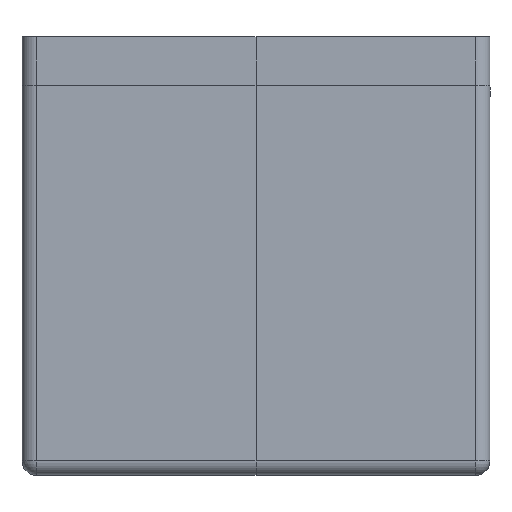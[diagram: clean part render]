
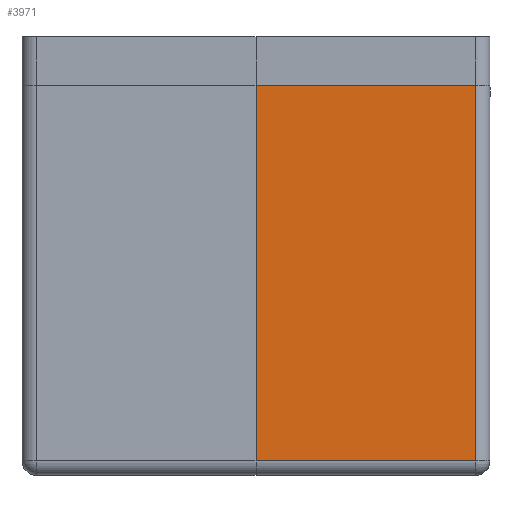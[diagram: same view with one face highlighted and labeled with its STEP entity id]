
A CAD part, front view. The second image highlights one B-rep face of the part: STEP entity #3971.
In plain terms, the highlighted planar face has unit normal (0, -1, 0).
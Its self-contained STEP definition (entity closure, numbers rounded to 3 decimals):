
#665 = PLANE('',#666);
#666 = AXIS2_PLACEMENT_3D('',#667,#668,#669);
#667 = CARTESIAN_POINT('',(0.,-20.,0.));
#668 = DIRECTION('',(0.,1.,0.));
#669 = DIRECTION('',(1.,0.,0.));
#1627 = VERTEX_POINT('',#1628);
#1628 = CARTESIAN_POINT('',(22.5,-20.,0.));
#1663 = CYLINDRICAL_SURFACE('',#1664,1.5);
#1664 = AXIS2_PLACEMENT_3D('',#1665,#1666,#1667);
#1665 = CARTESIAN_POINT('',(22.5,-18.5,0.));
#1666 = DIRECTION('',(0.,0.,-1.));
#1667 = DIRECTION('',(1.,0.,0.));
#1678 = EDGE_CURVE('',#1679,#1627,#1681,.T.);
#1679 = VERTEX_POINT('',#1680);
#1680 = CARTESIAN_POINT('',(0.,-20.,0.));
#1681 = SURFACE_CURVE('',#1682,(#1686,#1693),.PCURVE_S1.);
#1682 = LINE('',#1683,#1684);
#1683 = CARTESIAN_POINT('',(0.,-20.,0.));
#1684 = VECTOR('',#1685,1.);
#1685 = DIRECTION('',(1.,0.,0.));
#1686 = PCURVE('',#665,#1687);
#1687 = DEFINITIONAL_REPRESENTATION('',(#1688),#1692);
#1688 = LINE('',#1689,#1690);
#1689 = CARTESIAN_POINT('',(0.,0.));
#1690 = VECTOR('',#1691,1.);
#1691 = DIRECTION('',(1.,0.));
#1692 = ( GEOMETRIC_REPRESENTATION_CONTEXT(2) 
PARAMETRIC_REPRESENTATION_CONTEXT() REPRESENTATION_CONTEXT('2D SPACE',''
  ) );
#1693 = PCURVE('',#1694,#1699);
#1694 = PLANE('',#1695);
#1695 = AXIS2_PLACEMENT_3D('',#1696,#1697,#1698);
#1696 = CARTESIAN_POINT('',(0.,-20.,0.));
#1697 = DIRECTION('',(0.,-1.,0.));
#1698 = DIRECTION('',(1.,0.,0.));
#1699 = DEFINITIONAL_REPRESENTATION('',(#1700),#1704);
#1700 = LINE('',#1701,#1702);
#1701 = CARTESIAN_POINT('',(0.,0.));
#1702 = VECTOR('',#1703,1.);
#1703 = DIRECTION('',(1.,0.));
#1704 = ( GEOMETRIC_REPRESENTATION_CONTEXT(2) 
PARAMETRIC_REPRESENTATION_CONTEXT() REPRESENTATION_CONTEXT('2D SPACE',''
  ) );
#3659 = PLANE('',#3660);
#3660 = AXIS2_PLACEMENT_3D('',#3661,#3662,#3663);
#3661 = CARTESIAN_POINT('',(0.,-20.,0.));
#3662 = DIRECTION('',(0.,-1.,0.));
#3663 = DIRECTION('',(1.,0.,0.));
#3921 = EDGE_CURVE('',#1627,#3922,#3924,.T.);
#3922 = VERTEX_POINT('',#3923);
#3923 = CARTESIAN_POINT('',(22.5,-20.,-38.5));
#3924 = SURFACE_CURVE('',#3925,(#3929,#3936),.PCURVE_S1.);
#3925 = LINE('',#3926,#3927);
#3926 = CARTESIAN_POINT('',(22.5,-20.,0.));
#3927 = VECTOR('',#3928,1.);
#3928 = DIRECTION('',(0.,0.,-1.));
#3929 = PCURVE('',#1663,#3930);
#3930 = DEFINITIONAL_REPRESENTATION('',(#3931),#3935);
#3931 = LINE('',#3932,#3933);
#3932 = CARTESIAN_POINT('',(1.571,0.));
#3933 = VECTOR('',#3934,1.);
#3934 = DIRECTION('',(0.,1.));
#3935 = ( GEOMETRIC_REPRESENTATION_CONTEXT(2) 
PARAMETRIC_REPRESENTATION_CONTEXT() REPRESENTATION_CONTEXT('2D SPACE',''
  ) );
#3936 = PCURVE('',#1694,#3937);
#3937 = DEFINITIONAL_REPRESENTATION('',(#3938),#3942);
#3938 = LINE('',#3939,#3940);
#3939 = CARTESIAN_POINT('',(22.5,0.));
#3940 = VECTOR('',#3941,1.);
#3941 = DIRECTION('',(0.,-1.));
#3942 = ( GEOMETRIC_REPRESENTATION_CONTEXT(2) 
PARAMETRIC_REPRESENTATION_CONTEXT() REPRESENTATION_CONTEXT('2D SPACE',''
  ) );
#3971 = ADVANCED_FACE('',(#3972),#1694,.T.);
#3972 = FACE_BOUND('',#3973,.T.);
#3973 = EDGE_LOOP('',(#3974,#3997,#4023,#4024));
#3974 = ORIENTED_EDGE('',*,*,#3975,.T.);
#3975 = EDGE_CURVE('',#1679,#3976,#3978,.T.);
#3976 = VERTEX_POINT('',#3977);
#3977 = CARTESIAN_POINT('',(0.,-20.,-38.5));
#3978 = SURFACE_CURVE('',#3979,(#3983,#3990),.PCURVE_S1.);
#3979 = LINE('',#3980,#3981);
#3980 = CARTESIAN_POINT('',(0.,-20.,0.));
#3981 = VECTOR('',#3982,1.);
#3982 = DIRECTION('',(0.,0.,-1.));
#3983 = PCURVE('',#1694,#3984);
#3984 = DEFINITIONAL_REPRESENTATION('',(#3985),#3989);
#3985 = LINE('',#3986,#3987);
#3986 = CARTESIAN_POINT('',(0.,0.));
#3987 = VECTOR('',#3988,1.);
#3988 = DIRECTION('',(0.,-1.));
#3989 = ( GEOMETRIC_REPRESENTATION_CONTEXT(2) 
PARAMETRIC_REPRESENTATION_CONTEXT() REPRESENTATION_CONTEXT('2D SPACE',''
  ) );
#3990 = PCURVE('',#3659,#3991);
#3991 = DEFINITIONAL_REPRESENTATION('',(#3992),#3996);
#3992 = LINE('',#3993,#3994);
#3993 = CARTESIAN_POINT('',(0.,0.));
#3994 = VECTOR('',#3995,1.);
#3995 = DIRECTION('',(0.,-1.));
#3996 = ( GEOMETRIC_REPRESENTATION_CONTEXT(2) 
PARAMETRIC_REPRESENTATION_CONTEXT() REPRESENTATION_CONTEXT('2D SPACE',''
  ) );
#3997 = ORIENTED_EDGE('',*,*,#3998,.T.);
#3998 = EDGE_CURVE('',#3976,#3922,#3999,.T.);
#3999 = SURFACE_CURVE('',#4000,(#4004,#4011),.PCURVE_S1.);
#4000 = LINE('',#4001,#4002);
#4001 = CARTESIAN_POINT('',(0.,-20.,-38.5));
#4002 = VECTOR('',#4003,1.);
#4003 = DIRECTION('',(1.,0.,0.));
#4004 = PCURVE('',#1694,#4005);
#4005 = DEFINITIONAL_REPRESENTATION('',(#4006),#4010);
#4006 = LINE('',#4007,#4008);
#4007 = CARTESIAN_POINT('',(0.,-38.5));
#4008 = VECTOR('',#4009,1.);
#4009 = DIRECTION('',(1.,0.));
#4010 = ( GEOMETRIC_REPRESENTATION_CONTEXT(2) 
PARAMETRIC_REPRESENTATION_CONTEXT() REPRESENTATION_CONTEXT('2D SPACE',''
  ) );
#4011 = PCURVE('',#4012,#4017);
#4012 = CYLINDRICAL_SURFACE('',#4013,1.5);
#4013 = AXIS2_PLACEMENT_3D('',#4014,#4015,#4016);
#4014 = CARTESIAN_POINT('',(0.,-18.5,-38.5));
#4015 = DIRECTION('',(1.,0.,0.));
#4016 = DIRECTION('',(0.,0.,-1.));
#4017 = DEFINITIONAL_REPRESENTATION('',(#4018),#4022);
#4018 = LINE('',#4019,#4020);
#4019 = CARTESIAN_POINT('',(-1.571,0.));
#4020 = VECTOR('',#4021,1.);
#4021 = DIRECTION('',(0.,1.));
#4022 = ( GEOMETRIC_REPRESENTATION_CONTEXT(2) 
PARAMETRIC_REPRESENTATION_CONTEXT() REPRESENTATION_CONTEXT('2D SPACE',''
  ) );
#4023 = ORIENTED_EDGE('',*,*,#3921,.F.);
#4024 = ORIENTED_EDGE('',*,*,#1678,.F.);
